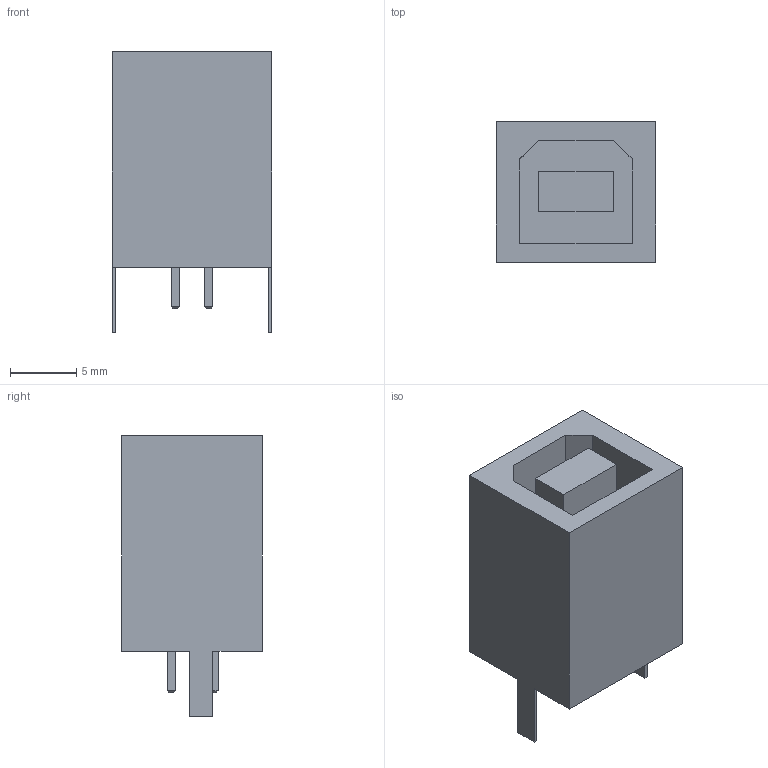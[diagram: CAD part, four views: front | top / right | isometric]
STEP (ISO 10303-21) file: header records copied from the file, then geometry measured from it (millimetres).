
FILE_DESCRIPTION(/* description */ (''),/* implementation_level */ '2;1');
FILE_NAME(/* name */ 'M701-330442.step',/* time_stamp */ '2024-06-07T15:10:26-07:00',/* author */ (''),/* organization */ (''),/* preprocessor_version */ 'ST-DEVELOPER v20',/* originating_system */ 'Autodesk Translation Framework v13.14.0.145',/* authorisation */ '');
FILE_SCHEMA (('AUTOMOTIVE_DESIGN { 1 0 10303 214 3 1 1 }'));
Length unit declared in the file: millimetre
Products named in the file (1): M701-330442
Bounding box: 12.04 x 10.6 x 21.15 mm (x, y, z)
Volume: 1600.2 mm3; surface area: 1555.6 mm2
Topology: 1 solids, 1 shells, 62 faces, 146 edges, 92 vertices
Faces by surface type: plane 62
Entity records: 1751 total; most frequent: CARTESIAN_POINT 301, ORIENTED_EDGE 292, DIRECTION 272, LINE 146, VECTOR 146, EDGE_CURVE 146, VERTEX_POINT 92, EDGE_LOOP 68
